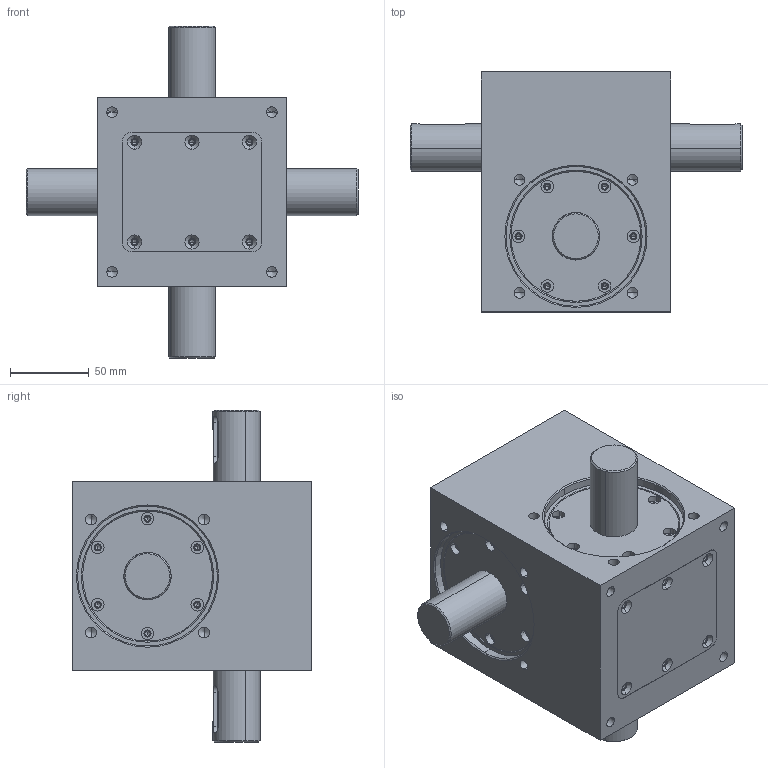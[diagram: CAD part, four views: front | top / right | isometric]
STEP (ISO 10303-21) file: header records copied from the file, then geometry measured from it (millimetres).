
FILE_DESCRIPTION (( 'STEP AP203' ), '1' );
FILE_NAME ('RHAngledGearbox_wShaft.STEP', '2017-03-26T15:14:52', ( 'c' ), ( 'c' ), 'SwSTEP 2.0', 'SolidWorks 2002296', '' );
FILE_SCHEMA (( 'CONFIG_CONTROL_DESIGN' ));
Length unit declared in the file: millimetre
Products named in the file (15): RHAngledGearbox_wShaft; 32006 X_Q; _32006 X_Q_PART2; _32006 X_Q_PART1; _32006 X_Q_PART3; _32006 X_Q_PART4; GearboxShaft; GearHousing; 30X37X4 HM4 R; GearboxGland; CoverGasket; 9262K431; HousingCover; Key8_30; HelicalGear
Assembly tree (49 placements, depth 3):
  RHAngledGearbox_wShaft
    32006 X_Q  x4
      _32006 X_Q_PART4
      _32006 X_Q_PART1
      _32006 X_Q_PART3
      _32006 X_Q_PART2
    30X37X4 HM4 R  x4
    Key8_30  x2
    GearboxShaft  x2
    GearboxGland  x4
    GearHousing
    CoverGasket  x2
    HelicalGear  x2
    9262K431  x4
    HousingCover  x2
Bounding box: 211.07 x 152.4 x 211.07 mm (x, y, z)
Volume: 1885892.5 mm3; surface area: 444679.2 mm2
Topology: 111 solids, 111 shells, 1882 faces, 4534 edges, 2868 vertices
Faces by surface type: plane 658, cylinder 514, cone 494, bspline 168, torus 48
Entity records: 31232 total; most frequent: CARTESIAN_POINT 10155, DIRECTION 4065, ORIENTED_EDGE 3774, EDGE_CURVE 1887, AXIS2_PLACEMENT_3D 1660, VERTEX_POINT 1218, EDGE_LOOP 955, CIRCLE 903
